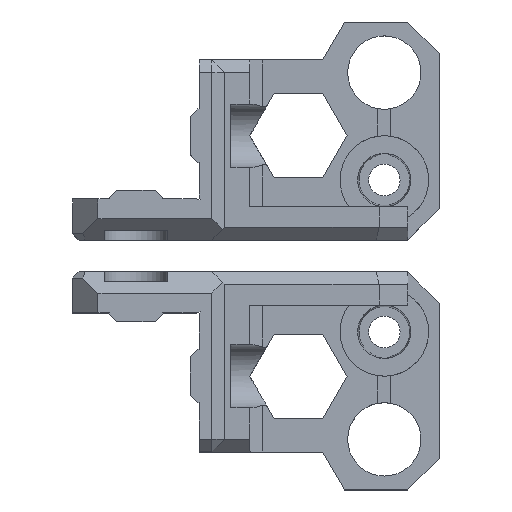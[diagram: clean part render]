
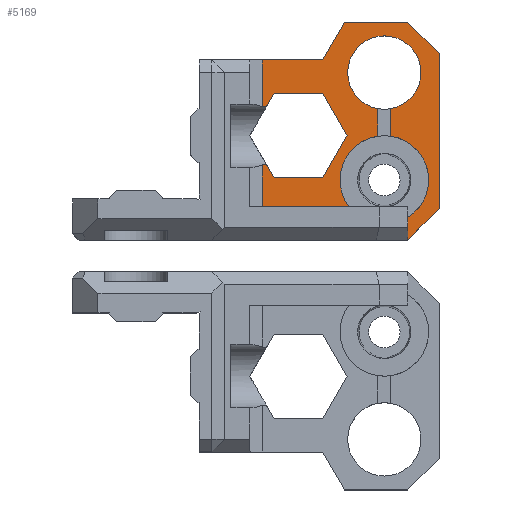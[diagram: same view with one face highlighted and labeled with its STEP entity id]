
A CAD part, top view. The second image highlights one B-rep face of the part: STEP entity #5169.
In plain terms, the highlighted planar face has unit normal (0, 0, 1).
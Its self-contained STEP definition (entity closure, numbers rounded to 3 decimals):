
#74=CIRCLE('',#5527,7.);
#75=CIRCLE('',#5528,5.8);
#76=CIRCLE('',#5529,5.8);
#77=CIRCLE('',#5530,7.);
#239=FACE_OUTER_BOUND('',#541,.T.);
#541=EDGE_LOOP('',(#3719,#3720,#3721,#3722,#3723,#3724,#3725,#3726,#3727,
#3728,#3729,#3730,#3731,#3732,#3733,#3734,#3735,#3736,#3737,#3738,#3739,
#3740,#3741,#3742));
#920=LINE('',#7541,#1592);
#923=LINE('',#7546,#1595);
#925=LINE('',#7550,#1597);
#982=LINE('',#7673,#1654);
#987=LINE('',#7688,#1659);
#990=LINE('',#7694,#1662);
#991=LINE('',#7698,#1663);
#992=LINE('',#7704,#1664);
#993=LINE('',#7707,#1665);
#994=LINE('',#7709,#1666);
#995=LINE('',#7711,#1667);
#996=LINE('',#7713,#1668);
#997=LINE('',#7715,#1669);
#998=LINE('',#7717,#1670);
#999=LINE('',#7718,#1671);
#1000=LINE('',#7720,#1672);
#1001=LINE('',#7722,#1673);
#1002=LINE('',#7723,#1674);
#1003=LINE('',#7725,#1675);
#1004=LINE('',#7726,#1676);
#1592=VECTOR('',#6096,10.);
#1595=VECTOR('',#6101,10.);
#1597=VECTOR('',#6105,10.);
#1654=VECTOR('',#6198,10.);
#1659=VECTOR('',#6211,10.);
#1662=VECTOR('',#6216,10.);
#1663=VECTOR('',#6219,10.);
#1664=VECTOR('',#6224,10.);
#1665=VECTOR('',#6227,10.);
#1666=VECTOR('',#6228,10.);
#1667=VECTOR('',#6229,10.);
#1668=VECTOR('',#6230,10.);
#1669=VECTOR('',#6231,10.);
#1670=VECTOR('',#6232,10.);
#1671=VECTOR('',#6233,10.);
#1672=VECTOR('',#6234,10.);
#1673=VECTOR('',#6235,10.);
#1674=VECTOR('',#6236,10.);
#1675=VECTOR('',#6237,10.);
#1676=VECTOR('',#6238,10.);
#2224=VERTEX_POINT('',#7538);
#2225=VERTEX_POINT('',#7540);
#2226=VERTEX_POINT('',#7544);
#2227=VERTEX_POINT('',#7548);
#2267=VERTEX_POINT('',#7647);
#2273=VERTEX_POINT('',#7669);
#2275=VERTEX_POINT('',#7672);
#2280=VERTEX_POINT('',#7685);
#2281=VERTEX_POINT('',#7687);
#2283=VERTEX_POINT('',#7693);
#2284=VERTEX_POINT('',#7695);
#2285=VERTEX_POINT('',#7697);
#2286=VERTEX_POINT('',#7699);
#2287=VERTEX_POINT('',#7701);
#2288=VERTEX_POINT('',#7703);
#2289=VERTEX_POINT('',#7705);
#2290=VERTEX_POINT('',#7708);
#2291=VERTEX_POINT('',#7710);
#2292=VERTEX_POINT('',#7712);
#2293=VERTEX_POINT('',#7714);
#2294=VERTEX_POINT('',#7716);
#2295=VERTEX_POINT('',#7719);
#2296=VERTEX_POINT('',#7721);
#2297=VERTEX_POINT('',#7724);
#2745=EDGE_CURVE('',#2225,#2224,#920,.T.);
#2748=EDGE_CURVE('',#2224,#2226,#923,.T.);
#2750=EDGE_CURVE('',#2226,#2227,#925,.T.);
#2811=EDGE_CURVE('',#2273,#2275,#982,.T.);
#2818=EDGE_CURVE('',#2280,#2281,#987,.T.);
#2821=EDGE_CURVE('',#2273,#2283,#990,.T.);
#2822=EDGE_CURVE('',#2283,#2284,#74,.T.);
#2823=EDGE_CURVE('',#2284,#2285,#991,.T.);
#2824=EDGE_CURVE('',#2285,#2286,#75,.T.);
#2825=EDGE_CURVE('',#2286,#2287,#76,.T.);
#2826=EDGE_CURVE('',#2287,#2288,#992,.T.);
#2827=EDGE_CURVE('',#2288,#2289,#77,.T.);
#2828=EDGE_CURVE('',#2289,#2267,#993,.T.);
#2829=EDGE_CURVE('',#2290,#2267,#994,.T.);
#2830=EDGE_CURVE('',#2290,#2291,#995,.T.);
#2831=EDGE_CURVE('',#2292,#2291,#996,.T.);
#2832=EDGE_CURVE('',#2292,#2293,#997,.T.);
#2833=EDGE_CURVE('',#2294,#2293,#998,.T.);
#2834=EDGE_CURVE('',#2281,#2294,#999,.T.);
#2835=EDGE_CURVE('',#2280,#2295,#1000,.T.);
#2836=EDGE_CURVE('',#2295,#2296,#1001,.T.);
#2837=EDGE_CURVE('',#2296,#2225,#1002,.T.);
#2838=EDGE_CURVE('',#2227,#2297,#1003,.T.);
#2839=EDGE_CURVE('',#2297,#2275,#1004,.T.);
#3719=ORIENTED_EDGE('',*,*,#2811,.F.);
#3720=ORIENTED_EDGE('',*,*,#2821,.T.);
#3721=ORIENTED_EDGE('',*,*,#2822,.T.);
#3722=ORIENTED_EDGE('',*,*,#2823,.T.);
#3723=ORIENTED_EDGE('',*,*,#2824,.T.);
#3724=ORIENTED_EDGE('',*,*,#2825,.T.);
#3725=ORIENTED_EDGE('',*,*,#2826,.T.);
#3726=ORIENTED_EDGE('',*,*,#2827,.T.);
#3727=ORIENTED_EDGE('',*,*,#2828,.T.);
#3728=ORIENTED_EDGE('',*,*,#2829,.F.);
#3729=ORIENTED_EDGE('',*,*,#2830,.T.);
#3730=ORIENTED_EDGE('',*,*,#2831,.F.);
#3731=ORIENTED_EDGE('',*,*,#2832,.T.);
#3732=ORIENTED_EDGE('',*,*,#2833,.F.);
#3733=ORIENTED_EDGE('',*,*,#2834,.F.);
#3734=ORIENTED_EDGE('',*,*,#2818,.F.);
#3735=ORIENTED_EDGE('',*,*,#2835,.T.);
#3736=ORIENTED_EDGE('',*,*,#2836,.T.);
#3737=ORIENTED_EDGE('',*,*,#2837,.T.);
#3738=ORIENTED_EDGE('',*,*,#2745,.T.);
#3739=ORIENTED_EDGE('',*,*,#2748,.T.);
#3740=ORIENTED_EDGE('',*,*,#2750,.T.);
#3741=ORIENTED_EDGE('',*,*,#2838,.T.);
#3742=ORIENTED_EDGE('',*,*,#2839,.T.);
#4889=PLANE('',#5526);
#5169=ADVANCED_FACE('',(#239),#4889,.T.);
#5526=AXIS2_PLACEMENT_3D('',#7692,#6214,#6215);
#5527=AXIS2_PLACEMENT_3D('',#7696,#6217,#6218);
#5528=AXIS2_PLACEMENT_3D('',#7700,#6220,#6221);
#5529=AXIS2_PLACEMENT_3D('',#7702,#6222,#6223);
#5530=AXIS2_PLACEMENT_3D('',#7706,#6225,#6226);
#6096=DIRECTION('',(0.5,-0.866,0.));
#6101=DIRECTION('',(-0.5,-0.866,0.));
#6105=DIRECTION('',(-1.,0.,0.));
#6198=DIRECTION('',(0.,1.,0.));
#6211=DIRECTION('',(0.,1.,0.));
#6214=DIRECTION('center_axis',(0.,0.,1.));
#6215=DIRECTION('ref_axis',(1.,0.,0.));
#6216=DIRECTION('',(1.,0.,0.));
#6217=DIRECTION('center_axis',(0.,0.,-1.));
#6218=DIRECTION('ref_axis',(1.,0.,0.));
#6219=DIRECTION('',(0.,1.,0.));
#6220=DIRECTION('center_axis',(0.,0.,-1.));
#6221=DIRECTION('ref_axis',(1.,0.,0.));
#6222=DIRECTION('center_axis',(0.,0.,-1.));
#6223=DIRECTION('ref_axis',(1.,0.,0.));
#6224=DIRECTION('',(0.,-1.,0.));
#6225=DIRECTION('center_axis',(0.,0.,-1.));
#6226=DIRECTION('ref_axis',(1.,0.,0.));
#6227=DIRECTION('',(0.,-1.,0.));
#6228=DIRECTION('',(-0.707,-0.707,0.));
#6229=DIRECTION('',(0.,1.,0.));
#6230=DIRECTION('',(0.707,-0.707,0.));
#6231=DIRECTION('',(-1.,0.,0.));
#6232=DIRECTION('',(0.5,0.866,0.));
#6233=DIRECTION('',(1.,0.,0.));
#6234=DIRECTION('',(1.,0.,0.));
#6235=DIRECTION('',(0.5,0.866,0.));
#6236=DIRECTION('',(1.,0.,0.));
#6237=DIRECTION('',(-0.5,0.866,0.));
#6238=DIRECTION('',(-1.,0.,0.));
#7538=CARTESIAN_POINT('',(-5.9,7.,0.));
#7540=CARTESIAN_POINT('',(-9.75,13.668,0.));
#7541=CARTESIAN_POINT('',(-5.9,7.,0.));
#7544=CARTESIAN_POINT('',(-9.75,0.332,0.));
#7546=CARTESIAN_POINT('',(-9.75,0.332,0.));
#7548=CARTESIAN_POINT('',(-17.45,0.332,0.));
#7550=CARTESIAN_POINT('',(-17.45,0.332,0.));
#7647=CARTESIAN_POINT('',(3.7,-9.515,0.));
#7669=CARTESIAN_POINT('',(-19.3,-4.215,0.));
#7672=CARTESIAN_POINT('',(-19.3,2.417,0.));
#7673=CARTESIAN_POINT('',(-19.3,1.764,0.));
#7685=CARTESIAN_POINT('',(-19.3,11.583,0.));
#7687=CARTESIAN_POINT('',(-19.3,19.,0.));
#7688=CARTESIAN_POINT('',(-19.3,1.764,0.));
#7692=CARTESIAN_POINT('Origin',(-20.3,7.743,0.));
#7693=CARTESIAN_POINT('',(-5.589,-4.215,0.));
#7694=CARTESIAN_POINT('',(-8.3,-4.215,0.));
#7695=CARTESIAN_POINT('',(-1.,6.928,0.));
#7696=CARTESIAN_POINT('Origin',(0.,0.,0.));
#7697=CARTESIAN_POINT('',(-1.,11.287,0.));
#7698=CARTESIAN_POINT('',(-1.,3.888,0.));
#7699=CARTESIAN_POINT('',(-5.8,17.,0.));
#7700=CARTESIAN_POINT('Origin',(0.,17.,0.));
#7701=CARTESIAN_POINT('',(1.,11.287,0.));
#7702=CARTESIAN_POINT('Origin',(0.,17.,0.));
#7703=CARTESIAN_POINT('',(1.,6.928,0.));
#7704=CARTESIAN_POINT('',(1.,11.287,0.));
#7705=CARTESIAN_POINT('',(3.7,-5.942,0.));
#7706=CARTESIAN_POINT('Origin',(0.,0.,0.));
#7707=CARTESIAN_POINT('',(3.7,-0.886,0.));
#7708=CARTESIAN_POINT('',(8.7,-4.515,0.));
#7709=CARTESIAN_POINT('',(3.264,-9.951,0.));
#7710=CARTESIAN_POINT('',(8.7,20.,0.));
#7711=CARTESIAN_POINT('',(8.7,-9.515,0.));
#7712=CARTESIAN_POINT('',(3.7,25.,0.));
#7713=CARTESIAN_POINT('',(3.264,25.436,0.));
#7714=CARTESIAN_POINT('',(-6.286,25.,0.));
#7715=CARTESIAN_POINT('',(8.7,25.,0.));
#7716=CARTESIAN_POINT('',(-9.75,19.,0.));
#7717=CARTESIAN_POINT('',(-9.75,19.,0.));
#7718=CARTESIAN_POINT('',(-29.3,19.,0.));
#7719=CARTESIAN_POINT('',(-18.654,11.583,0.));
#7720=CARTESIAN_POINT('',(-21.3,11.583,0.));
#7721=CARTESIAN_POINT('',(-17.45,13.668,0.));
#7722=CARTESIAN_POINT('',(-17.45,13.668,0.));
#7723=CARTESIAN_POINT('',(-9.75,13.668,0.));
#7724=CARTESIAN_POINT('',(-18.654,2.417,0.));
#7725=CARTESIAN_POINT('',(-21.3,7.,0.));
#7726=CARTESIAN_POINT('',(-21.3,2.417,0.));
